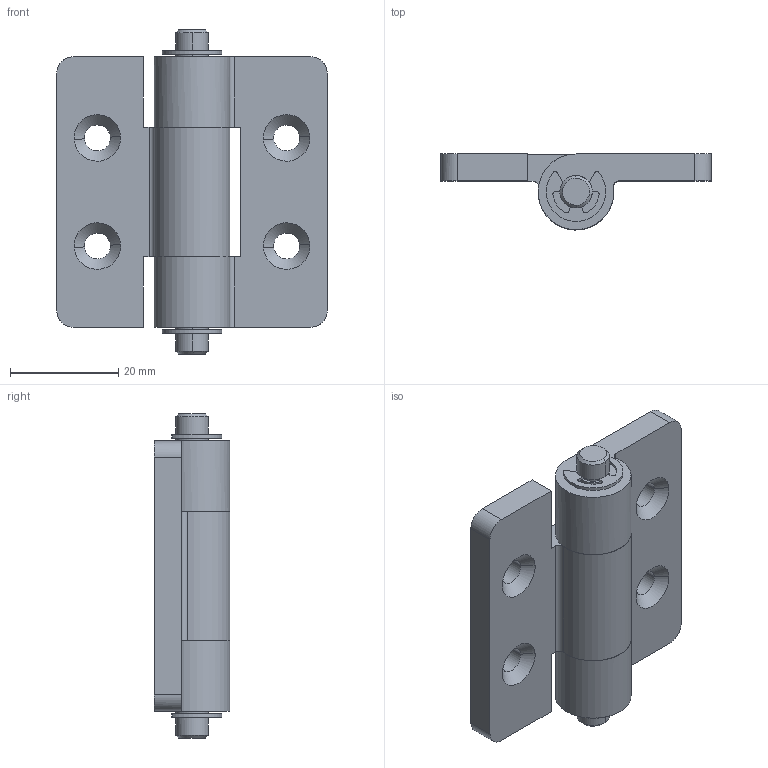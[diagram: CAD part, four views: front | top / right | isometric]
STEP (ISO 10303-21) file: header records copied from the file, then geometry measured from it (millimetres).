
FILE_DESCRIPTION((''),'2;1');
FILE_NAME('','2008-05-01T21:02:21',(''),(''),'','CADfix','');
FILE_SCHEMA(('AUTOMOTIVE_DESIGN { 1 0 10303 214 1 1 1 1 }'));
Length unit declared in the file: millimetre
Bounding box: 50 x 14 x 60 mm (x, y, z)
Volume: 16504.8 mm3; surface area: 9873.8 mm2
Topology: 5 solids, 5 shells, 109 faces, 337 edges, 242 vertices
Faces by surface type: bspline 109
Entity records: 4381 total; most frequent: CARTESIAN_POINT 2463, ORIENTED_EDGE 674, EDGE_CURVE 337, VERTEX_POINT 242, QUASI_UNIFORM_CURVE 145, EDGE_LOOP 127, FACE_OUTER_BOUND 109, ADVANCED_FACE 109
